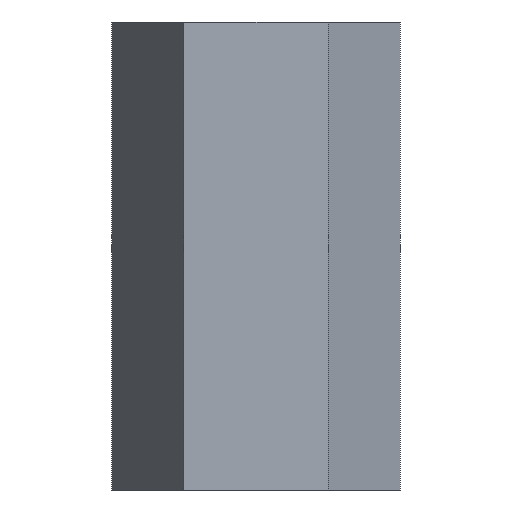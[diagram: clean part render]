
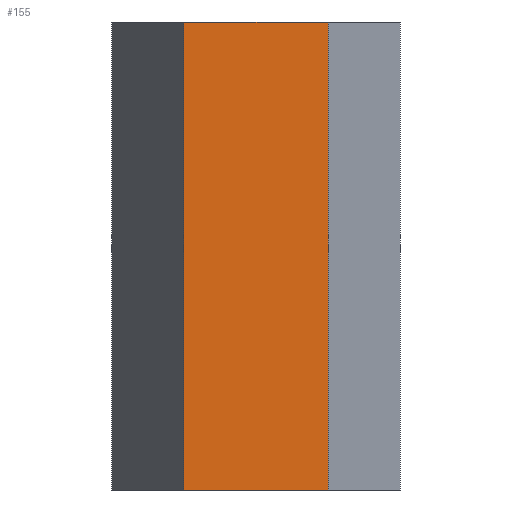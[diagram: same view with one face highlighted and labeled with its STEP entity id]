
A CAD part, left-side view. The second image highlights one B-rep face of the part: STEP entity #155.
In plain terms, the highlighted planar face has unit normal (-1, 0, 0).
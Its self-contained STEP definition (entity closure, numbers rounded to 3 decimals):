
#155=ADVANCED_FACE('',(#9761),#9763,.T.);
#9761=FACE_BOUND('',#9762,.T.);
#9762=EDGE_LOOP('',(#10969,#10970,#10971,#10972));
#9763=PLANE('',#9764);
#9764=AXIS2_PLACEMENT_3D('',#9765,#9766,#9767);
#9765=CARTESIAN_POINT('',(-4.,2.309,0.));
#9766=DIRECTION('',(-1.,0.,0.));
#9767=DIRECTION('',(0.,-1.,0.));
#10969=ORIENTED_EDGE('',*,*,#11094,.T.);
#10970=ORIENTED_EDGE('',*,*,#11104,.T.);
#10971=ORIENTED_EDGE('',*,*,#11091,.F.);
#10972=ORIENTED_EDGE('',*,*,#11103,.F.);
#11091=EDGE_CURVE('',#11215,#11217,#11218,.T.);
#11094=EDGE_CURVE('',#11223,#11220,#11224,.T.);
#11103=EDGE_CURVE('',#11223,#11215,#11236,.T.);
#11104=EDGE_CURVE('',#11220,#11217,#11237,.T.);
#11215=VERTEX_POINT('',#14362);
#11217=VERTEX_POINT('',#14366);
#11218=LINE('',#14367,#14368);
#11220=VERTEX_POINT('',#14373);
#11223=VERTEX_POINT('',#14378);
#11224=LINE('',#14379,#14380);
#11236=LINE('',#14409,#14410);
#11237=LINE('',#14412,#14413);
#14362=CARTESIAN_POINT('',(-4.,2.309,15.));
#14366=CARTESIAN_POINT('',(-4.,-2.309,15.));
#14367=CARTESIAN_POINT('',(-4.,2.309,15.));
#14368=VECTOR('',#14369,1.);
#14369=DIRECTION('',(0.,-1.,0.));
#14373=CARTESIAN_POINT('',(-4.,-2.309,0.));
#14378=CARTESIAN_POINT('',(-4.,2.309,0.));
#14379=CARTESIAN_POINT('',(-4.,2.309,0.));
#14380=VECTOR('',#14381,1.);
#14381=DIRECTION('',(0.,-1.,0.));
#14409=CARTESIAN_POINT('',(-4.,2.309,0.));
#14410=VECTOR('',#14411,1.);
#14411=DIRECTION('',(0.,0.,1.));
#14412=CARTESIAN_POINT('',(-4.,-2.309,0.));
#14413=VECTOR('',#14414,1.);
#14414=DIRECTION('',(0.,0.,1.));
